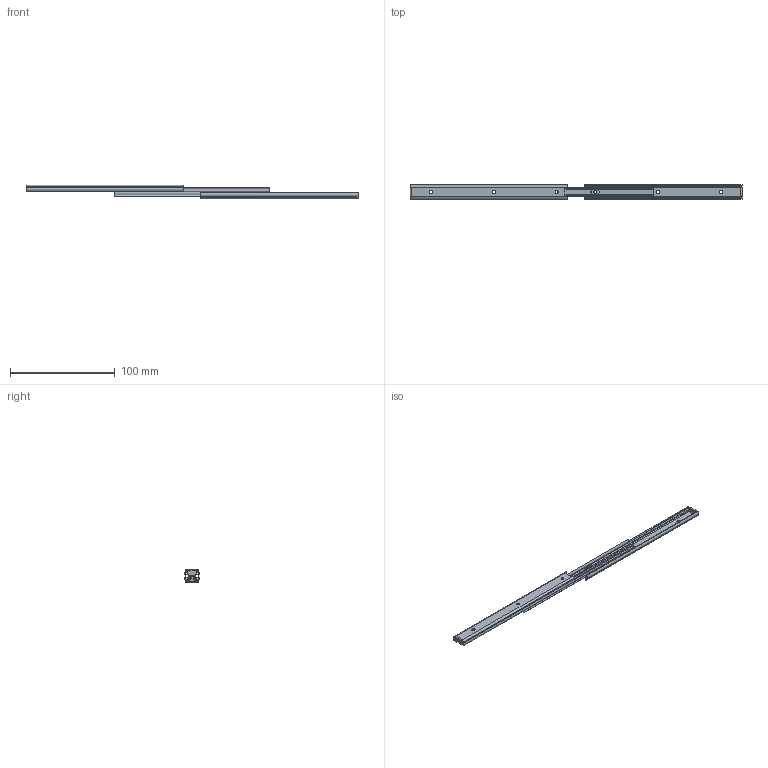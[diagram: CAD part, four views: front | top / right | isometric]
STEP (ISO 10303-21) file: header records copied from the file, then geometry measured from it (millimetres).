
FILE_DESCRIPTION (( 'STEP AP203' ), '1' );
FILE_NAME ('U1431-150.STEP', '2020-06-02T05:07:13', ( '' ), ( '' ), 'SwSTEP 2.0', 'SolidWorks 2019', '' );
FILE_SCHEMA (( 'CONFIG_CONTROL_DESIGN' ));
Length unit declared in the file: millimetre
Products named in the file (3): U1431-150 IM; U1431-150 OM; U1431-150
Assembly tree (4 placements, depth 2):
  U1431-150
    U1431-150 OM  x2
    U1431-150 IM  x2
Bounding box: 316.5 x 13.98 x 12.8 mm (x, y, z)
Volume: 9674.4 mm3; surface area: 22389.6 mm2
Topology: 4 solids, 4 shells, 284 faces, 808 edges, 532 vertices
Faces by surface type: cylinder 162, plane 122
Entity records: 5179 total; most frequent: CARTESIAN_POINT 1139, ORIENTED_EDGE 808, DIRECTION 752, EDGE_CURVE 404, AXIS2_PLACEMENT_3D 271, VERTEX_POINT 266, VECTOR 210, LINE 210
